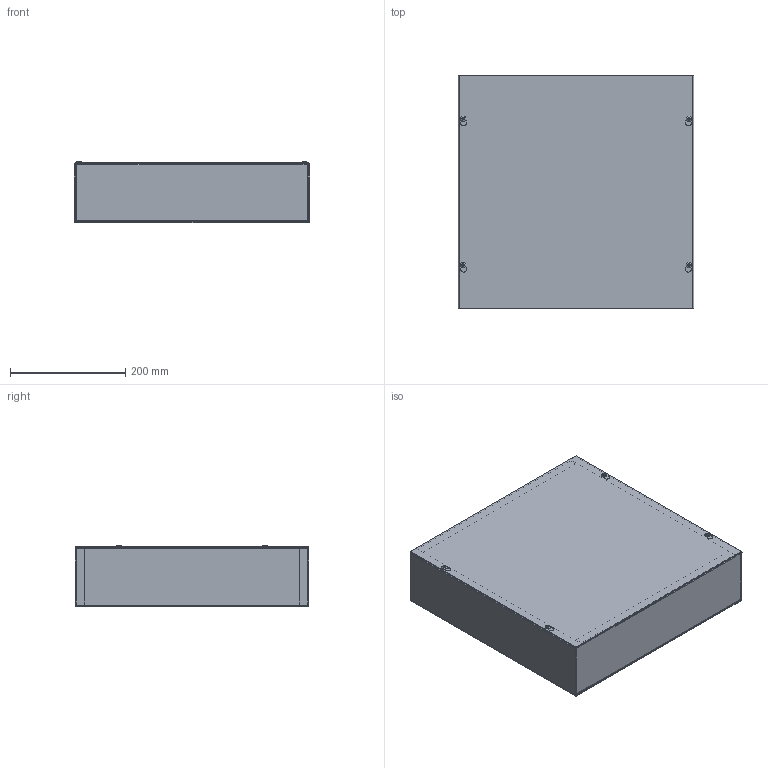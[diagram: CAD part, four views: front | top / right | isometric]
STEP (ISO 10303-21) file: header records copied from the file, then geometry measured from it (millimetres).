
FILE_DESCRIPTION(/* description */ ('SC_NK, BLR, 16X16X4'),/* implementation_level */ '2;1');
FILE_NAME(/* name */ 'SC161604NK.stp',/* time_stamp */ '2017-06-05T10:43:17-05:00',/* author */ ('wford'),/* organization */ (''),/* preprocessor_version */ 'ST-DEVELOPER v16.1',/* originating_system */ 'Autodesk Inventor 2016',/* authorisation */ '');
FILE_SCHEMA (('AUTOMOTIVE_DESIGN { 1 0 10303 214 3 1 1 }'));
Length unit declared in the file: inch
Products named in the file (5): SC161604NKBLR; SC1604NKTB; SC1616LPA; 34056; SC_NK-3pc
Assembly tree (8 placements, depth 2):
  SC_NK-3pc
    SC161604NKBLR
    SC1604NKTB  x2
    SC1616LPA
    34056  x4
Bounding box: 409.57 x 406.4 x 107.32 mm (x, y, z)
Volume: 847239.9 mm3; surface area: 1077555 mm2
Topology: 8 solids, 8 shells, 280 faces, 662 edges, 405 vertices
Faces by surface type: plane 155, cylinder 50, cone 42, torus 20, bspline 9, sphere 4
Full cylindrical faces by diameter (mm): 3.734 x4, 4.166 x4, 4.343 x1, 5.931 x1, 7.144 x4, 9.754 x4
Entity records: 4703 total; most frequent: CARTESIAN_POINT 1059, DIRECTION 714, ORIENTED_EDGE 662, EDGE_CURVE 331, AXIS2_PLACEMENT_3D 255, VERTEX_POINT 210, LINE 204, VECTOR 204
